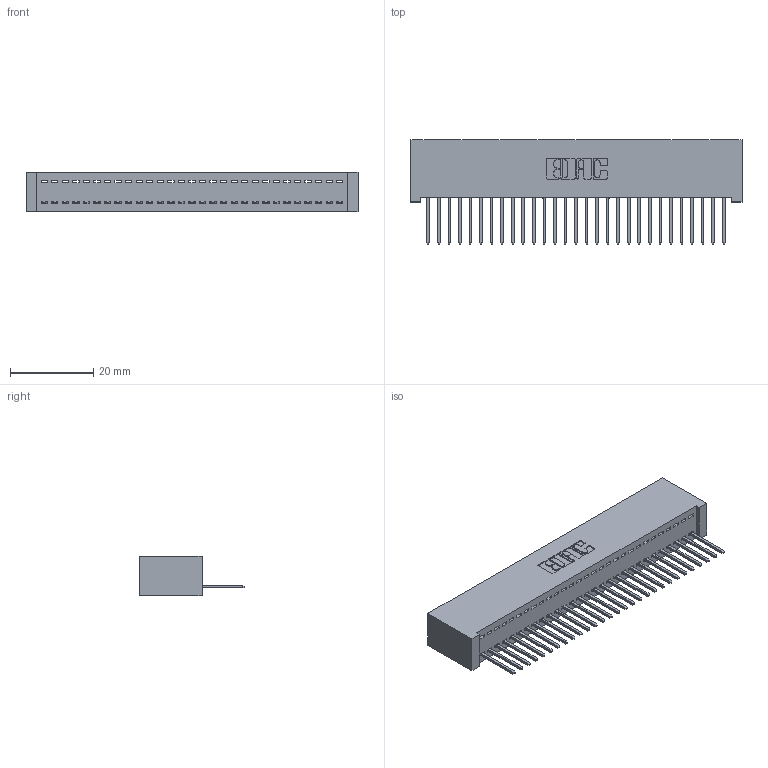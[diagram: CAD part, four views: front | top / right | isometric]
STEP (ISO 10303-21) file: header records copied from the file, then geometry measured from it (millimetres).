
FILE_DESCRIPTION (( 'STEP AP203' ), '1' );
FILE_NAME ('392-029-523-101.STEP', '2019-10-07T12:51:24', ( '' ), ( '' ), 'SwSTEP 2.0', 'SolidWorks 2016', '' );
FILE_SCHEMA (( 'CONFIG_CONTROL_DESIGN' ));
Length unit declared in the file: inch
Products named in the file (3): 392-029-523-101; 342 Part_Lugless; 345-292-001_345-293-123
Assembly tree (30 placements, depth 2):
  392-029-523-101
    342 Part_Lugless
    345-292-001_345-293-123  x29
Bounding box: 79.91 x 25.15 x 9.4 mm (x, y, z)
Volume: 7356.2 mm3; surface area: 10910.5 mm2
Topology: 30 solids, 30 shells, 1784 faces, 5379 edges, 3546 vertices
Faces by surface type: plane 1280, cylinder 504
Entity records: 19019 total; most frequent: CARTESIAN_POINT 3289, ORIENTED_EDGE 3254, DIRECTION 2793, EDGE_CURVE 1627, LINE 1507, VECTOR 1507, VERTEX_POINT 1082, AXIS2_PLACEMENT_3D 643
